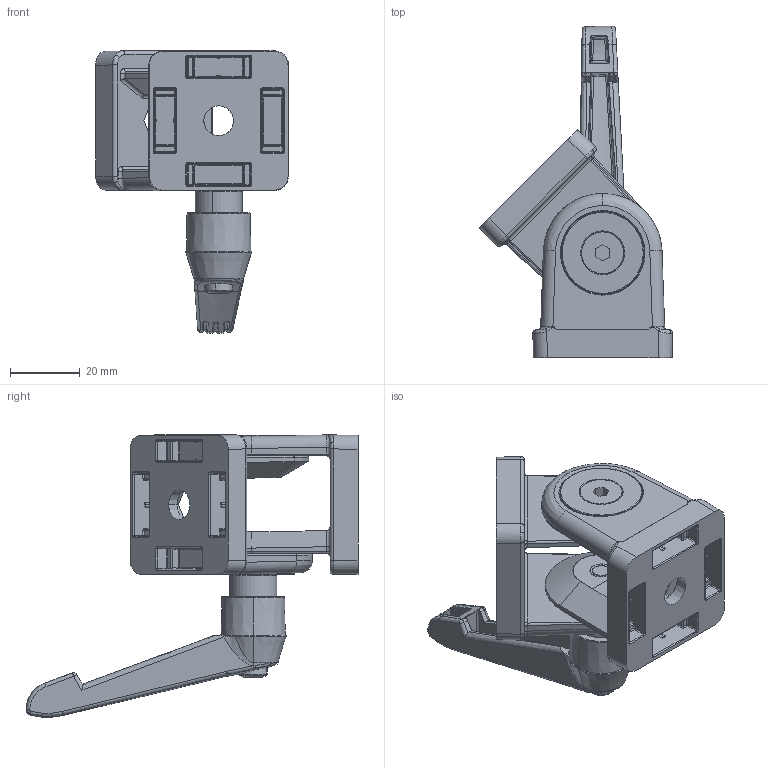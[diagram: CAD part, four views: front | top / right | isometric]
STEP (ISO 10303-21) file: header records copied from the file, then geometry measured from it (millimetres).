
FILE_DESCRIPTION(/* description */ ('KriTec Gelenk 8 40x40 mit Klemmhebel'),/* implementation_level */ '2;1');
FILE_NAME(/* name */ '13426_KriTec_Gelenk_8_40x40_mit_Klemmhebel_Premium, schwarz.stp',/* time_stamp */ '2019-08-29T13:13:20+02:00',/* author */ ('jendrek'),/* organization */ (''),/* preprocessor_version */ 'ST-DEVELOPER v17',/* originating_system */ 'Autodesk Inventor 2018',/* authorisation */ '');
FILE_SCHEMA (('AUTOMOTIVE_DESIGN { 1 0 10303 214 3 1 1 }'));
Products named in the file (10): 13426 KriTec Gelenk 8 40x40 mit Klemmhebel, Premium, schwarz; 13426 Bolzen; 13426 Klemmhebel; 13426 Gelenk 1; 13426 Gelenk 2; 13426 Distanzscheibe 1; 13426 Distanzscheibe 2; 13426 Einsatz 2; 13426 Einsatz 1; 13426 Schraube
Assembly tree (9 placements, depth 2):
  13426 KriTec Gelenk 8 40x40 mit Klemmhebel, Premium, schwarz
    13426 Bolzen
    13426 Klemmhebel
    13426 Gelenk 1
    13426 Gelenk 2
    13426 Distanzscheibe 1
    13426 Distanzscheibe 2
    13426 Einsatz 2
    13426 Einsatz 1
    13426 Schraube
Bounding box: 55.24 x 95.06 x 80.84 mm (x, y, z)
Volume: 50679.8 mm3; surface area: 32819.6 mm2
Topology: 9 solids, 10 shells, 1389 faces, 3262 edges, 1815 vertices
Faces by surface type: cylinder 456, plane 278, bspline 250, torus 176, cone 125, sphere 104
Entity records: 46954 total; most frequent: CARTESIAN_POINT 16304, ORIENTED_EDGE 6302, DIRECTION 5961, EDGE_CURVE 3151, AXIS2_PLACEMENT_3D 2462, VERTEX_POINT 1815, EDGE_LOOP 1444, FACE_OUTER_BOUND 1389
